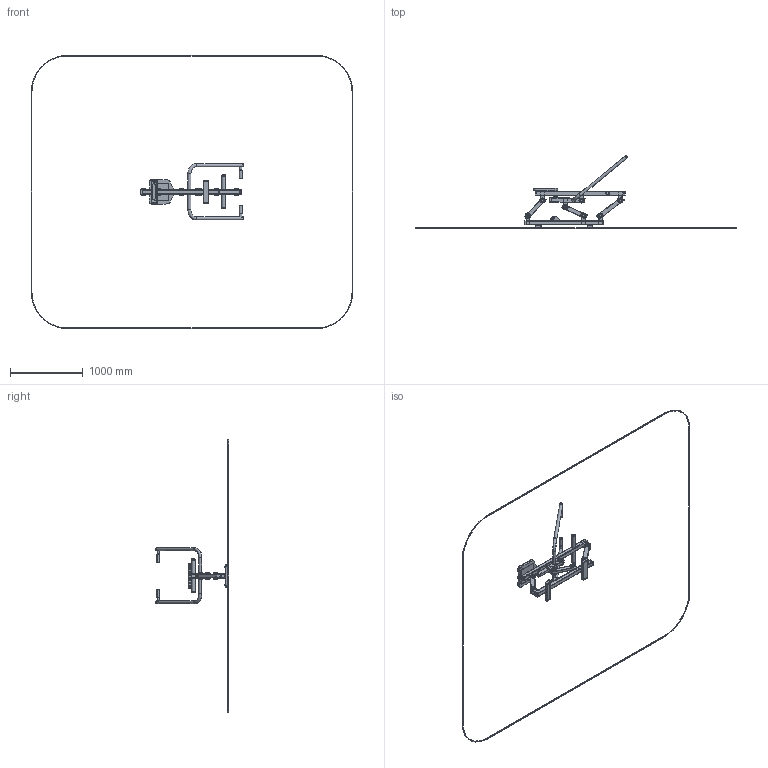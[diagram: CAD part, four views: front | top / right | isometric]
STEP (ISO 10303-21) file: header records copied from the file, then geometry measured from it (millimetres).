
FILE_DESCRIPTION(('STEP AP214'), '1');
FILE_NAME('óëè÷íûé òðåíàæåð_Ãðåáëÿ', '', ('UNSPECIFIED'), ('UNSPECIFIED'), 'C3D Converter', 'C3D Toolkit', '');
FILE_SCHEMA(('AUTOMOTIVE_DESIGN { 1 0 10303 214 3 1 1}'));
Length unit declared in the file: millimetre
Products named in the file (53): УТ-07.03.02.00; УТ-07.03.02.01; НФ-00002187; УТ-11.03.01.02; УТ-11.03.01.04; ФК-03.03
Assembly tree (101 placements, depth 5):
  (unnamed)
    (unnamed)
      (unnamed)
        (unnamed)
        (unnamed)  x2
        (unnamed)
        (unnamed)  x2
      (unnamed)  x2
      (unnamed)
      (unnamed)  x2
      (unnamed)  x2
      (unnamed)  x6
        УТ-07.03.02.00
          УТ-07.03.02.01
          (unnamed)
    (unnamed)
      (unnamed)
        (unnamed)
        (unnamed)  x2
      НФ-00002187  x2
    (unnamed)
      (unnamed)
        (unnamed)
        (unnamed)  x2
      НФ-00002187  x2
    (unnamed)
      (unnamed)
        (unnamed)
        (unnamed)  x2
      НФ-00002187  x2
    (unnamed)
      (unnamed)
        (unnamed)
        УТ-11.03.01.02  x2
        УТ-11.03.01.04  x2
        (unnamed)  x2
        (unnamed)
      НФ-00002187  x2
      (unnamed)  x2
      (unnamed)  x2
      (unnamed)  x2
        УТ-07.03.02.00
          УТ-07.03.02.01
          (unnamed)
    (unnamed)
      (unnamed)  x2
      (unnamed)
        (unnamed)
        (unnamed)
        (unnamed)
      (unnamed)
      (unnamed)  x2
      (unnamed)
      (unnamed)  x6
        УТ-07.03.02.00
          УТ-07.03.02.01
          (unnamed)
    (unnamed)
      (unnamed)
        ФК-03.03  x3
Bounding box: 4431.41 x 1010.59 x 3768 mm (x, y, z)
Volume: 11549333.6 mm3; surface area: 4611327.6 mm2
Topology: 86 solids, 86 shells, 1412 faces, 3210 edges, 2063 vertices
Faces by surface type: plane 762, cylinder 440, torus 136, cone 70, sphere 4
Full cylindrical faces by diameter (mm): 5 x2, 8 x2, 13.835 x1, 14 x2, 28.4 x2, 29 x2, 30 x14, 33 x2, 34 x8, 36 x18, 36.2 x8, 39 x2, 40 x4, 42 x6, 42.4 x1, 48 x10, 55 x14, 58 x14, 60 x2, 64 x14
Entity records: 21739 total; most frequent: CARTESIAN_POINT 2805, DIRECTION 2641, ORIENTED_EDGE 2200, EDGE_CURVE 1100, AXIS2_PLACEMENT_3D 966, VERTEX_POINT 759, LINE 709, VECTOR 709
